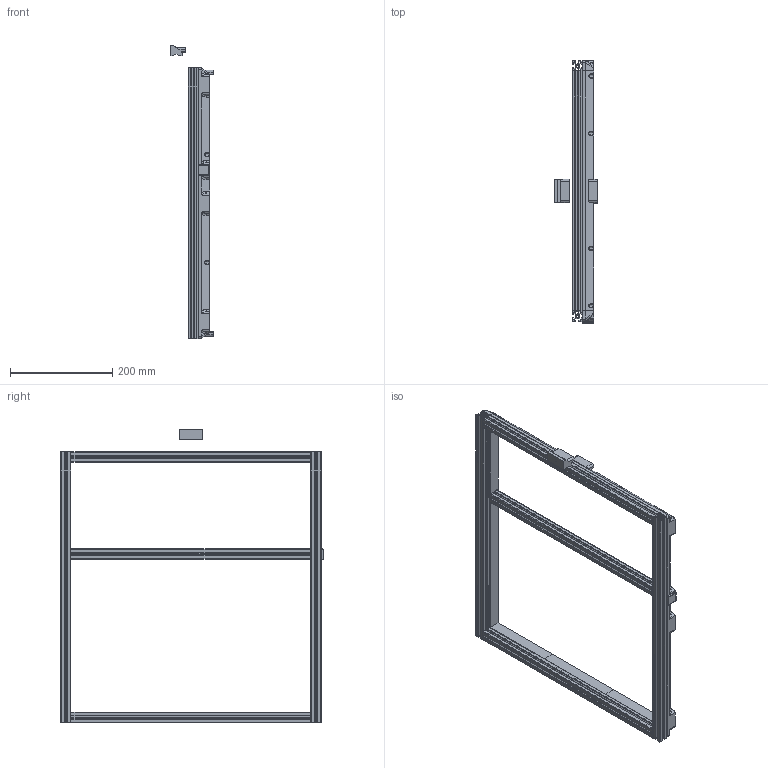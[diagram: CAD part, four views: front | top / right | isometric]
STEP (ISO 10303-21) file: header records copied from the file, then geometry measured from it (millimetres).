
FILE_DESCRIPTION(/* description */ (''),/* implementation_level */ '2;1');
FILE_NAME(/* name */ 'Doorbuffer.step',/* time_stamp */ '2024-02-01T21:29:43+01:00',/* author */ (''),/* organization */ (''),/* preprocessor_version */ 'ST-DEVELOPER v20',/* originating_system */ 'Autodesk Translation Framework v12.20.1.177',/* authorisation */ '');
FILE_SCHEMA (('AUTOMOTIVE_DESIGN { 1 0 10303 214 3 1 1 }'));
Length unit declared in the file: millimetre
Products named in the file (4): (Unsaved); Z; x; tool
Assembly tree (5 placements, depth 2):
  (Unsaved)
    Z  x2
    x  x2
    tool
Bounding box: 83.13 x 514 x 574.14 mm (x, y, z)
Volume: 882110.8 mm3; surface area: 677806.3 mm2
Topology: 13 solids, 13 shells, 1071 faces, 2990 edges, 1976 vertices
Faces by surface type: plane 700, cylinder 295, bspline 64, torus 12
Full cylindrical faces by diameter (mm): 3.2 x25, 5.12 x5, 6.5 x12, 8.2 x1, 11.5 x4, 12.3 x4
Entity records: 34250 total; most frequent: CARTESIAN_POINT 9549, ORIENTED_EDGE 5248, DIRECTION 4986, EDGE_CURVE 2624, LINE 1776, VECTOR 1776, VERTEX_POINT 1732, AXIS2_PLACEMENT_3D 1605
